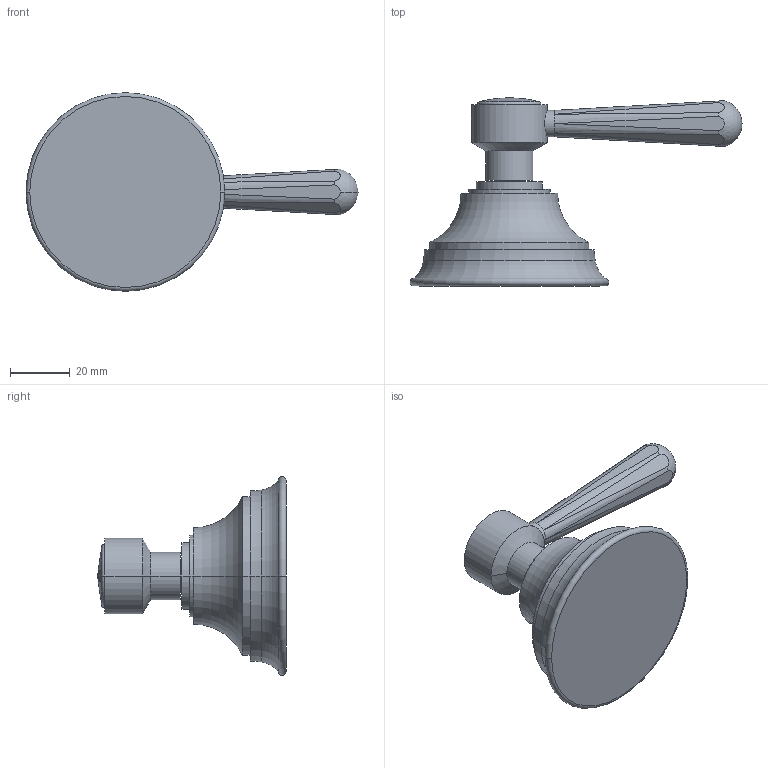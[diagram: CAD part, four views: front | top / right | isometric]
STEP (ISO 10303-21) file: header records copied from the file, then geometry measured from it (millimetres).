
FILE_DESCRIPTION((''),'2;1');
FILE_NAME('3-280LH','2021-01-01T13:46:39',('jinson.thomas'),(''),'CREO PARAMETRIC BY PTC INC, 2018400','CREO PARAMETRIC BY PTC INC, 2018400','');
FILE_SCHEMA(('CONFIG_CONTROL_DESIGN'));
Length unit declared in the file: inch
Products named in the file (1): 3-280LH
Bounding box: 111.43 x 63.12 x 66.67 mm (x, y, z)
Volume: 79335.7 mm3; surface area: 15513.3 mm2
Topology: 1 solids, 1 shells, 161 faces, 435 edges, 280 vertices
Faces by surface type: plane 73, cylinder 55, sphere 13, torus 10, bspline 8, cone 2
Entity records: 5942 total; most frequent: CARTESIAN_POINT 1882, ORIENTED_EDGE 862, DIRECTION 855, EDGE_CURVE 431, AXIS2_PLACEMENT_3D 362, VERTEX_POINT 280, CIRCLE 209, EDGE_LOOP 169
